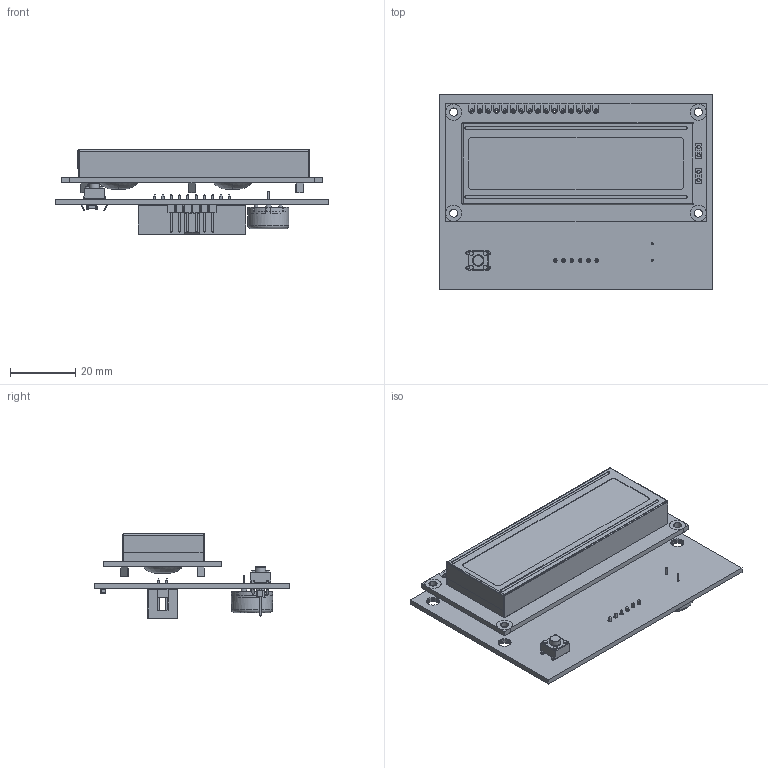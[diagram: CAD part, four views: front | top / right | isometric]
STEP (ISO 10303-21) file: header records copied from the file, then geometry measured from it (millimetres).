
FILE_DESCRIPTION(('Open CASCADE Model'),'2;1');
FILE_NAME('Open CASCADE Shape Model','2025-01-02T14:56:21',('Author'),( 'Open CASCADE'),'Open CASCADE STEP processor 6.8','Open CASCADE 6.8' ,'Unknown');
FILE_SCHEMA(('AUTOMOTIVE_DESIGN { 1 0 10303 214 1 1 1 1 }'));
Length unit declared in the file: millimetre
Products named in the file (26): PCB; Board; Open CASCADE STEP translator 6.8 5.1.1; RESET; 4301x60507x6; LCD_DISPLAY; LCD-16X2--3DModel-STEP-269445; CN-PCB-DOWN; 61202021621; 6120xx21621_PIN; CN-BOTON; 61300611121; 6130xx11121_PIN; C1; Cap_Samsung_CL31B105KOFNNNE_eec; 1; 2; Samsung_Logo_Yury_adjustable; BUZZER; Speak_Murata_PKM13EPYH4000-A0_eec; body; terminals; base; logo
Assembly tree (49 placements, depth 4):
  PCB
    Board
      Open CASCADE STEP translator 6.8 5.1.1
    RESET
      4301x60507x6
    LCD_DISPLAY
      LCD-16X2--3DModel-STEP-269445
    CN-PCB-DOWN
      61202021621
        6120xx21621_PIN  x20
        61202021621
    CN-BOTON
      61300611121
        6130xx11121_PIN  x6
        61300611121
    C1
      Cap_Samsung_CL31B105KOFNNNE_eec
        1
        2
        Samsung_Logo_Yury_adjustable
    BUZZER
      Speak_Murata_PKM13EPYH4000-A0_eec
        body
        terminals
        base
        logo
Bounding box: 84 x 60 x 25.94 mm (x, y, z)
Volume: 29926.2 mm3; surface area: 34215.6 mm2
Topology: 73 solids, 73 shells, 2172 faces, 5446 edges, 3435 vertices
Faces by surface type: plane 1389, cylinder 413, bspline 233, torus 73, sphere 60, revolution 4
Full cylindrical faces by diameter (mm): 0.5 x2, 0.65 x2, 0.85 x6, 1 x6, 1.016 x16, 1.1 x26, 1.2 x4, 1.5 x1, 1.7 x2, 3.25 x1, 3.5 x1, 12.6 x1
Entity records: 63458 total; most frequent: CARTESIAN_POINT 14140, ORIENTED_EDGE 9540, DIRECTION 8932, EDGE_CURVE 4770, LINE 3270, VECTOR 3270, VERTEX_POINT 3051, AXIS2_PLACEMENT_3D 2829
